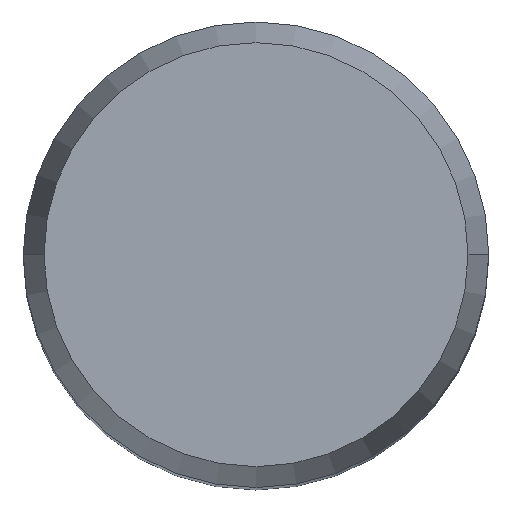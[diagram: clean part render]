
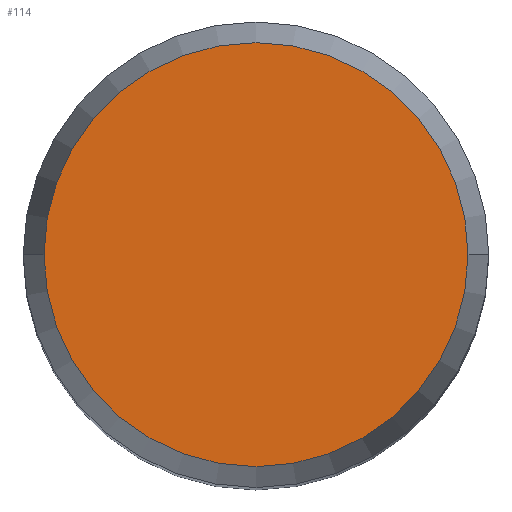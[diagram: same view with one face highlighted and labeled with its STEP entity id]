
A CAD part, top view. The second image highlights one B-rep face of the part: STEP entity #114.
In plain terms, the highlighted planar face has unit normal (0, 0, 1).
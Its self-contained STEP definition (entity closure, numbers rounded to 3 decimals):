
#20 = AXIS2_PLACEMENT_3D ( 'NONE', #28, #73, #258 ) ;
#28 = CARTESIAN_POINT ( 'NONE',  ( 0., 0., 5. ) ) ;
#29 = CIRCLE ( 'NONE', #247, 1.366 ) ;
#30 = CARTESIAN_POINT ( 'NONE',  ( 0., 0., 5. ) ) ;
#50 = DIRECTION ( 'NONE',  ( 1., 0., 0. ) ) ;
#52 = FACE_OUTER_BOUND ( 'NONE', #68, .T. ) ;
#68 = EDGE_LOOP ( 'NONE', ( #148, #96 ) ) ;
#73 = DIRECTION ( 'NONE',  ( 0., 0., -1. ) ) ;
#89 = VERTEX_POINT ( 'NONE', #104 ) ;
#96 = ORIENTED_EDGE ( 'NONE', *, *, #136, .T. ) ;
#104 = CARTESIAN_POINT ( 'NONE',  ( 1.366, 0., 5. ) ) ;
#114 = ADVANCED_FACE ( 'NONE', ( #52 ), #257, .F. ) ;
#127 = CARTESIAN_POINT ( 'NONE',  ( 0., 0., 5. ) ) ;
#136 = EDGE_CURVE ( 'NONE', #89, #171, #179, .T. ) ;
#143 = DIRECTION ( 'NONE',  ( 0., 0., 1. ) ) ;
#148 = ORIENTED_EDGE ( 'NONE', *, *, #153, .T. ) ;
#153 = EDGE_CURVE ( 'NONE', #171, #89, #29, .T. ) ;
#157 = AXIS2_PLACEMENT_3D ( 'NONE', #127, #143, #188 ) ;
#171 = VERTEX_POINT ( 'NONE', #259 ) ;
#179 = CIRCLE ( 'NONE', #157, 1.366 ) ;
#188 = DIRECTION ( 'NONE',  ( 1., 0., 0. ) ) ;
#214 = DIRECTION ( 'NONE',  ( 0., 0., 1. ) ) ;
#247 = AXIS2_PLACEMENT_3D ( 'NONE', #30, #214, #50 ) ;
#257 = PLANE ( 'NONE',  #20 ) ;
#258 = DIRECTION ( 'NONE',  ( -1., 0., 0. ) ) ;
#259 = CARTESIAN_POINT ( 'NONE',  ( -1.366, 0., 5. ) ) ;
